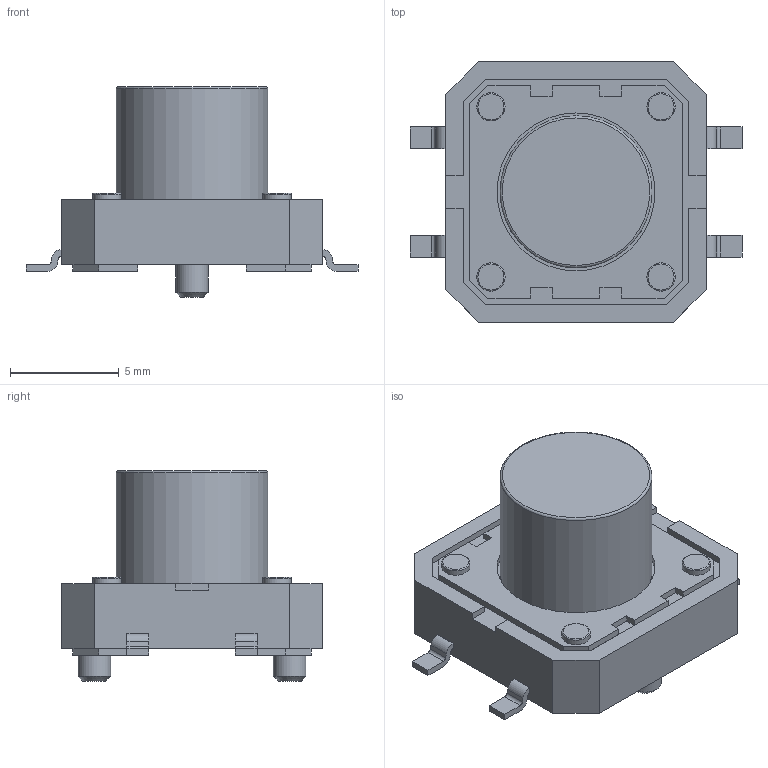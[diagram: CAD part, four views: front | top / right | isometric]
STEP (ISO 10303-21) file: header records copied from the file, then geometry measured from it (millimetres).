
FILE_DESCRIPTION(/* description */ ('model of SW_Push_1P1T_NO_CK_PTS125Sx85PSMTR'),/* implementation_level */ '2;1');
FILE_NAME(/* name */ 'SW_Push_1P1T_NO_CK_PTS125Sx85PSMTR.step',/* time_stamp */ '2020-10-28T17:47:50',/* author */ ('kicad StepUp','ksu'),/* organization */ ('FreeCAD'),/* preprocessor_version */ 'OCC',/* originating_system */ 'kicad StepUp',/* authorisation */ '');
FILE_SCHEMA(('AUTOMOTIVE_DESIGN { 1 0 10303 214 1 1 1 1 }'));
Length unit declared in the file: millimetre
Products named in the file (1): SW_Push_1P1T_NO_CK_PTS125Sx85PSMTR
Bounding box: 15.3 x 12 x 9.7 mm (x, y, z)
Volume: 632 mm3; surface area: 615 mm2
Topology: 1 solids, 1 shells, 150 faces, 386 edges, 255 vertices
Faces by surface type: plane 119, cylinder 24, torus 5, cone 2
Full cylindrical faces by diameter (mm): 1.3 x4, 1.5 x2, 7 x1, 7.28 x1
Entity records: 5579 total; most frequent: CARTESIAN_POINT 792, ORIENTED_EDGE 772, DIRECTION 748, EDGE_CURVE 386, LINE 326, VECTOR 326, VERTEX_POINT 255, AXIS2_PLACEMENT_3D 211
